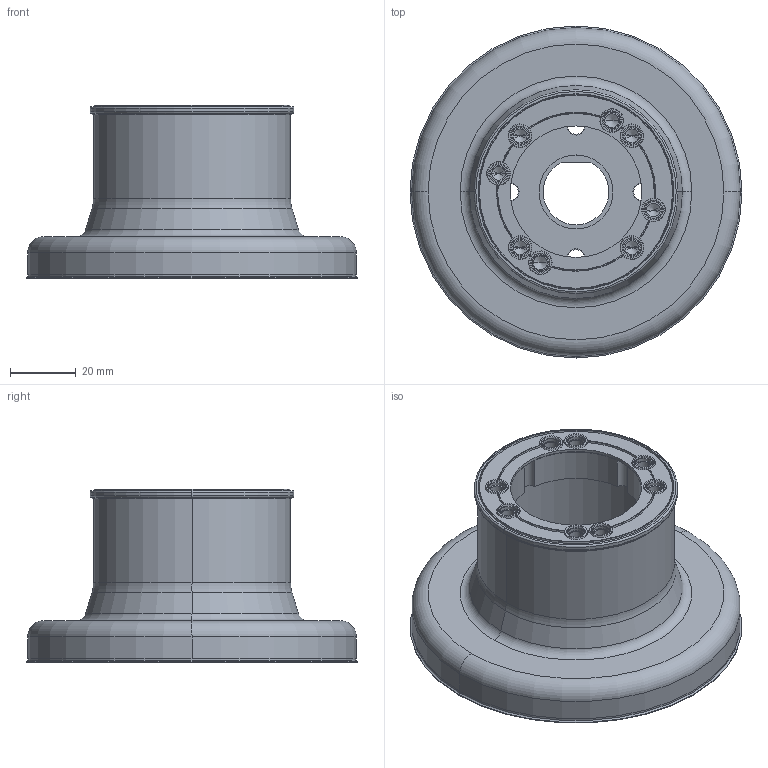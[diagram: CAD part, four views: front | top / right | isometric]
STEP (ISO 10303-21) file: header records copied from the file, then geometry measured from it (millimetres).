
FILE_DESCRIPTION (( 'STEP AP203' ), '1' );
FILE_NAME ('+JSBRU004 R02.STEP', '2019-03-18T14:03:03', ( '' ), ( '' ), 'SwSTEP 2.0', 'SolidWorks 2018', '' );
FILE_SCHEMA (( 'CONFIG_CONTROL_DESIGN' ));
Length unit declared in the file: millimetre
Products named in the file (1): +JSBRU004 R02
Bounding box: 101 x 101 x 52.9 mm (x, y, z)
Volume: 118250.9 mm3; surface area: 54825.9 mm2
Topology: 3 solids, 3 shells, 347 faces, 815 edges, 522 vertices
Faces by surface type: cone 176, cylinder 92, plane 63, torus 16
Entity records: 10322 total; most frequent: DIRECTION 1967, CARTESIAN_POINT 1833, ORIENTED_EDGE 1598, AXIS2_PLACEMENT_3D 864, EDGE_CURVE 799, VERTEX_POINT 522, CIRCLE 516, EDGE_LOOP 461
